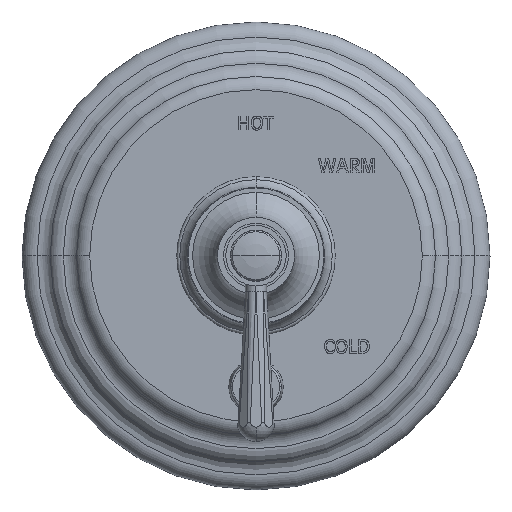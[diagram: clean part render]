
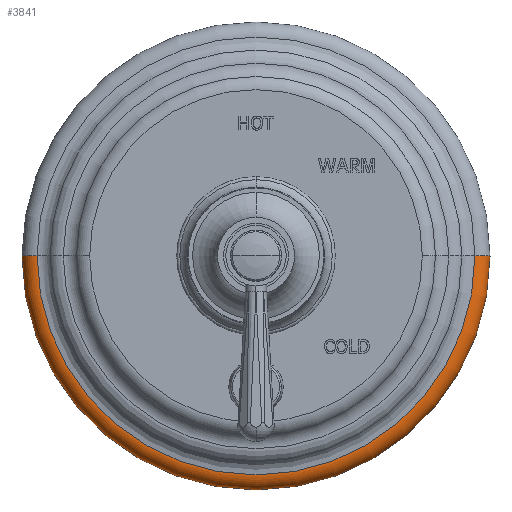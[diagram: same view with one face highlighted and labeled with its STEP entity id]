
A CAD part, top view. The second image highlights one B-rep face of the part: STEP entity #3841.
In plain terms, the highlighted toroidal (fillet/blend) face has major radius 92.075 mm and minor radius 6.35 mm.
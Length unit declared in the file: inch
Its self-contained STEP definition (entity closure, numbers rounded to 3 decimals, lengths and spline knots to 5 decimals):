
#2=CARTESIAN_POINT('',(0.,0.,0.));
#3=DIRECTION('',(0.,0.,-1.));
#4=DIRECTION('',(1.,0.,0.));
#5=AXIS2_PLACEMENT_3D('',#2,#3,#4);
#12=CARTESIAN_POINT('',(3.625,0.,0.));
#13=DIRECTION('',(0.,-1.,0.));
#14=DIRECTION('',(1.,0.,0.));
#15=AXIS2_PLACEMENT_3D('',#12,#13,#14);
#17=CARTESIAN_POINT('',(-3.625,0.,0.));
#18=DIRECTION('',(0.,1.,0.));
#19=DIRECTION('',(-1.,0.,0.));
#20=AXIS2_PLACEMENT_3D('',#17,#18,#19);
#37=CARTESIAN_POINT('',(0.,0.,0.25));
#38=DIRECTION('',(0.,0.,-1.));
#39=DIRECTION('',(1.,0.,0.));
#40=AXIS2_PLACEMENT_3D('',#37,#38,#39);
#3152=CARTESIAN_POINT('',(3.625,0.,0.25));
#3154=VERTEX_POINT('',#3152);
#3162=CARTESIAN_POINT('',(-3.625,0.,0.25));
#3164=VERTEX_POINT('',#3162);
#3624=CARTESIAN_POINT('',(3.875,0.,0.));
#3625=CARTESIAN_POINT('',(-3.875,0.,0.));
#3626=VERTEX_POINT('',#3624);
#3627=VERTEX_POINT('',#3625);
#3826=CARTESIAN_POINT('',(0.,0.,0.));
#3827=DIRECTION('',(0.,0.,-1.));
#3828=DIRECTION('',(-1.,0.,0.));
#3829=AXIS2_PLACEMENT_3D('',#3826,#3827,#3828);
#3830=TOROIDAL_SURFACE('',#3829,3.625,0.25);
#3832=ORIENTED_EDGE('',*,*,#3831,.T.);
#3834=ORIENTED_EDGE('',*,*,#3833,.T.);
#3836=ORIENTED_EDGE('',*,*,#3835,.F.);
#3838=ORIENTED_EDGE('',*,*,#3837,.F.);
#3839=EDGE_LOOP('',(#3832,#3834,#3836,#3838));
#3840=FACE_OUTER_BOUND('',#3839,.F.);
#3841=ADVANCED_FACE('',(#3840),#3830,.T.);
#6=CIRCLE('',#5,3.875);
#16=CIRCLE('',#15,0.25);
#21=CIRCLE('',#20,0.25);
#41=CIRCLE('',#40,3.625);
#3831=EDGE_CURVE('',#3626,#3627,#6,.T.);
#3833=EDGE_CURVE('',#3627,#3164,#21,.T.);
#3835=EDGE_CURVE('',#3154,#3164,#41,.T.);
#3837=EDGE_CURVE('',#3626,#3154,#16,.T.);
